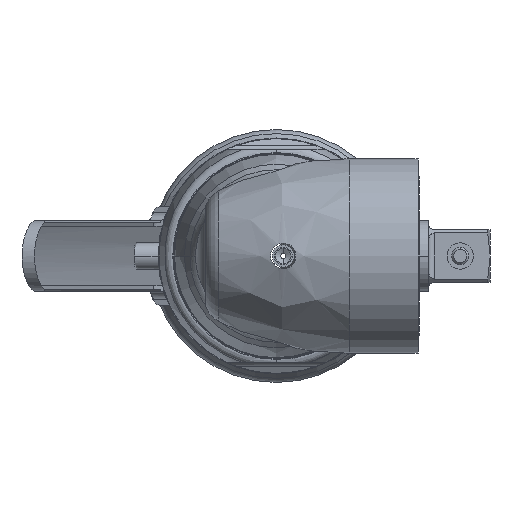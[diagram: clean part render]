
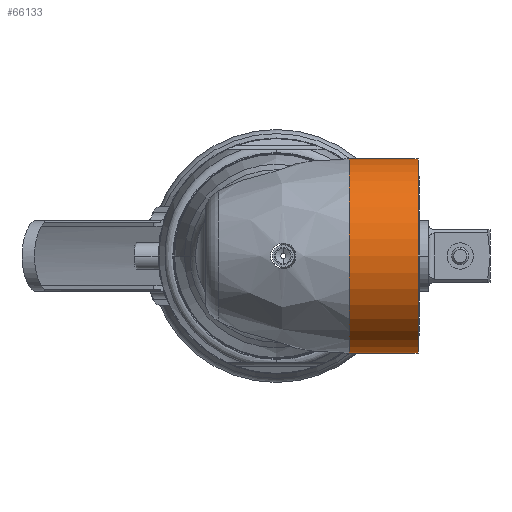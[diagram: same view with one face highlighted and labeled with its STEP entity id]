
A CAD part, left-side view. The second image highlights one B-rep face of the part: STEP entity #66133.
In plain terms, the highlighted cylindrical face has radius 17.462 mm (diameter 34.925 mm), a partial arc.
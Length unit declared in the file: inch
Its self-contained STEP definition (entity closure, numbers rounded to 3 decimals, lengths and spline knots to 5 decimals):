
#62495=CARTESIAN_POINT('',(-8.40425,-1.0025,0.));
#62496=DIRECTION('',(0.,1.,0.));
#62497=DIRECTION('',(0.,0.,-1.));
#62498=AXIS2_PLACEMENT_3D('',#62495,#62496,#62497);
#62500=CARTESIAN_POINT('',(-8.40425,-0.515,0.));
#62501=DIRECTION('',(0.,1.,0.));
#62502=DIRECTION('',(0.,0.,-1.));
#62503=AXIS2_PLACEMENT_3D('',#62500,#62501,#62502);
#62510=DIRECTION('',(0.,-1.,0.));
#62511=VECTOR('',#62510,0.4875);
#62512=CARTESIAN_POINT('',(-8.40425,-0.515,0.6875));
#62513=LINE('',#62512,#62511);
#62546=DIRECTION('',(0.,-1.,0.));
#62547=VECTOR('',#62546,0.4875);
#62548=CARTESIAN_POINT('',(-8.40425,-0.515,-0.6875));
#62549=LINE('',#62548,#62547);
#65303=CARTESIAN_POINT('',(-8.40425,-0.515,-0.6875));
#65304=CARTESIAN_POINT('',(-8.40425,-0.515,0.6875));
#65305=VERTEX_POINT('',#65303);
#65306=VERTEX_POINT('',#65304);
#65481=CARTESIAN_POINT('',(-8.40425,-1.0025,-0.6875));
#65482=CARTESIAN_POINT('',(-8.40425,-1.0025,0.6875));
#65483=VERTEX_POINT('',#65481);
#65484=VERTEX_POINT('',#65482);
#66119=CARTESIAN_POINT('',(-8.40425,-1.12,0.));
#66120=DIRECTION('',(0.,1.,0.));
#66121=DIRECTION('',(0.,0.,1.));
#66122=AXIS2_PLACEMENT_3D('',#66119,#66120,#66121);
#66123=CYLINDRICAL_SURFACE('',#66122,0.6875);
#66125=ORIENTED_EDGE('',*,*,#66124,.F.);
#66127=ORIENTED_EDGE('',*,*,#66126,.F.);
#66128=ORIENTED_EDGE('',*,*,#66106,.T.);
#66130=ORIENTED_EDGE('',*,*,#66129,.T.);
#66131=EDGE_LOOP('',(#66125,#66127,#66128,#66130));
#66132=FACE_OUTER_BOUND('',#66131,.F.);
#66133=ADVANCED_FACE('',(#66132),#66123,.T.);
#62499=CIRCLE('',#62498,0.6875);
#62504=CIRCLE('',#62503,0.6875);
#66106=EDGE_CURVE('',#65305,#65306,#62504,.T.);
#66124=EDGE_CURVE('',#65483,#65484,#62499,.T.);
#66126=EDGE_CURVE('',#65305,#65483,#62549,.T.);
#66129=EDGE_CURVE('',#65306,#65484,#62513,.T.);
